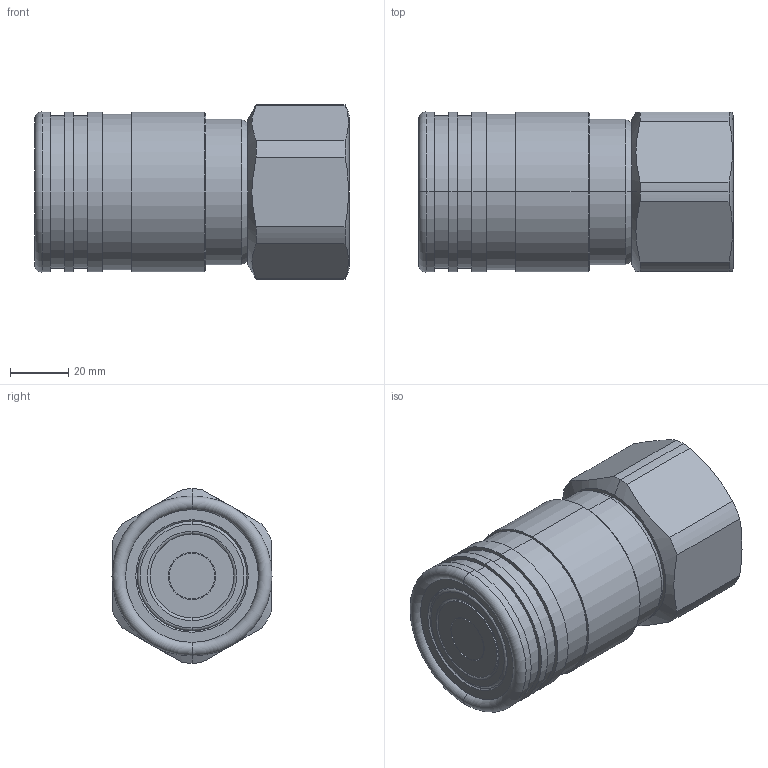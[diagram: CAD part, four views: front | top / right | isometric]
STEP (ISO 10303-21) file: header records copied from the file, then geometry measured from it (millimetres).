
FILE_DESCRIPTION (( 'STEP AP214' ), '1' );
FILE_NAME ('BF30.1106_IC_JV.STEP', '2016-10-13T07:04:10', ( '' ), ( '' ), 'SwSTEP 2.0', 'SolidWorks 2016', '' );
FILE_SCHEMA (( 'AUTOMOTIVE_DESIGN' ));
Length unit declared in the file: millimetre
Products named in the file (1): BF30.1106_IC_JV
Bounding box: 108.37 x 55.1 x 60 mm (x, y, z)
Volume: 225290.7 mm3; surface area: 29166.7 mm2
Topology: 1 solids, 1 shells, 84 faces, 179 edges, 112 vertices
Faces by surface type: cylinder 37, plane 23, cone 16, torus 8
Entity records: 2473 total; most frequent: CARTESIAN_POINT 544, DIRECTION 445, ORIENTED_EDGE 358, AXIS2_PLACEMENT_3D 193, EDGE_CURVE 179, VERTEX_POINT 112, CIRCLE 108, EDGE_LOOP 99
